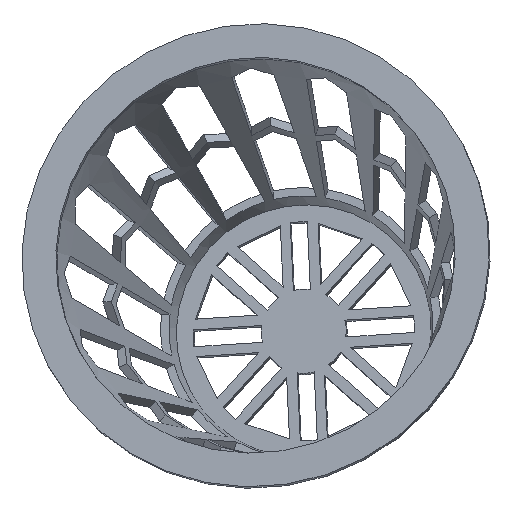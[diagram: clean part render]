
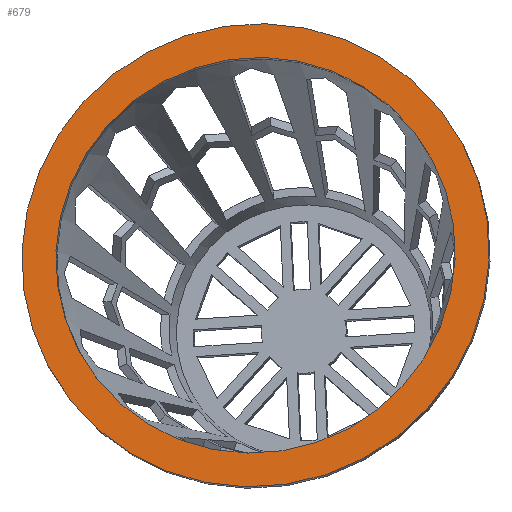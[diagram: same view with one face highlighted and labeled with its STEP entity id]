
A CAD part, isometric view. The second image highlights one B-rep face of the part: STEP entity #679.
In plain terms, the highlighted planar face has unit normal (-0.572, -0.416, 0.707).
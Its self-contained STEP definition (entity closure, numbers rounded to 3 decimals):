
#591=CARTESIAN_POINT('',(-122.039,-71.593,329.026));
#592=VERTEX_POINT('',#591);
#616=CARTESIAN_POINT('',(-103.044,-74.866,342.469));
#617=DIRECTION('',(-0.572,-0.416,0.707));
#618=DIRECTION('',(-0.808,0.139,-0.572));
#619=AXIS2_PLACEMENT_3D('',#616,#617,#618);
#620=CIRCLE('',#619,23.5);
#621=EDGE_CURVE('',#592,#592,#620,.T.);
#633=CARTESIAN_POINT('',(-125.272,-71.035,326.737));
#634=VERTEX_POINT('',#633);
#641=CARTESIAN_POINT('',(-103.044,-74.866,342.469));
#642=DIRECTION('',(-0.572,-0.416,0.707));
#643=DIRECTION('',(-0.808,0.139,-0.572));
#644=AXIS2_PLACEMENT_3D('',#641,#642,#643);
#645=CIRCLE('',#644,27.5);
#646=EDGE_CURVE('',#634,#634,#645,.T.);
#668=CARTESIAN_POINT('',(-183.874,-60.938,285.263));
#669=DIRECTION('',(-0.572,-0.416,0.707));
#670=DIRECTION('',(0.808,-0.139,0.572));
#671=AXIS2_PLACEMENT_3D('',#668,#669,#670);
#672=PLANE('',#671);
#673=ORIENTED_EDGE('',*,*,#621,.F.);
#674=EDGE_LOOP('',(#673));
#675=FACE_BOUND('',#674,.T.);
#676=ORIENTED_EDGE('',*,*,#646,.T.);
#677=EDGE_LOOP('',(#676));
#678=FACE_BOUND('',#677,.T.);
#679=ADVANCED_FACE('',(#675,#678),#672,.T.);
